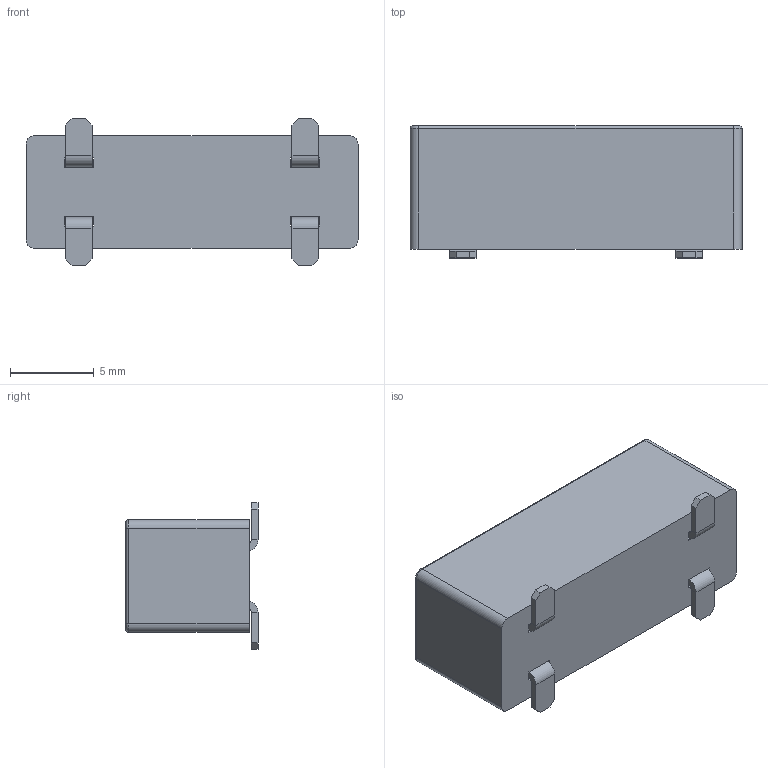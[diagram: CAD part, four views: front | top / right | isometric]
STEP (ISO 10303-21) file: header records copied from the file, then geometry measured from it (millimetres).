
FILE_DESCRIPTION (( 'STEP AP214' ), '1' );
FILE_NAME ('3587-20.STEP', '2016-06-14T17:53:45', ( '' ), ( '' ), 'SwSTEP 2.0', 'SolidWorks 2013', '' );
FILE_SCHEMA (( 'AUTOMOTIVE_DESIGN' ));
Length unit declared in the file: inch
Products named in the file (1): 3587-20
Bounding box: 19.81 x 7.88 x 8.76 mm (x, y, z)
Volume: 639.4 mm3; surface area: 1441.2 mm2
Topology: 3 solids, 3 shells, 285 faces, 712 edges, 432 vertices
Faces by surface type: plane 231, cylinder 50, torus 4
Entity records: 12031 total; most frequent: CARTESIAN_POINT 1454, ORIENTED_EDGE 1424, DIRECTION 1380, EDGE_CURVE 712, LINE 600, VECTOR 600, VERTEX_POINT 432, AXIS2_PLACEMENT_3D 390
